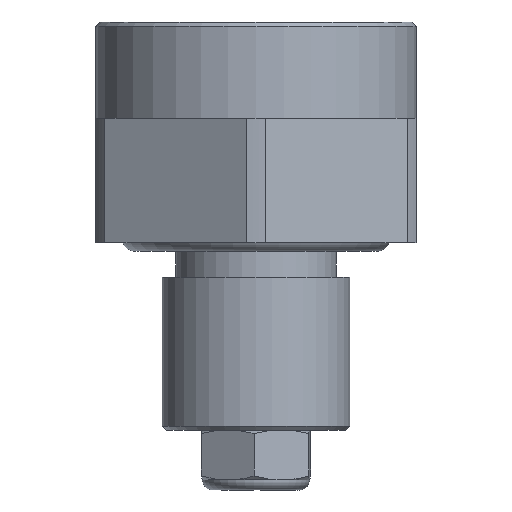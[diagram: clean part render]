
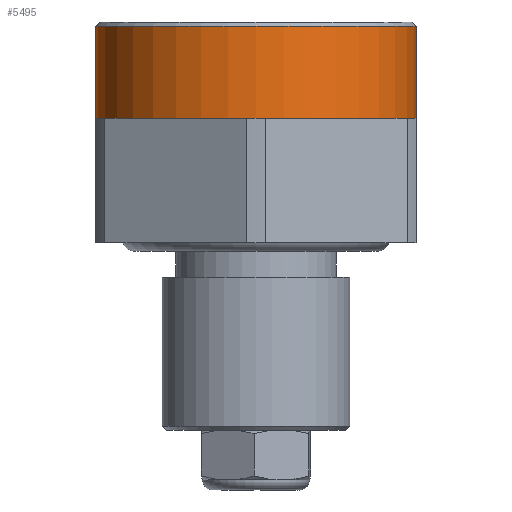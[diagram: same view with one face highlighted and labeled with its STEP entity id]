
A CAD part, front view. The second image highlights one B-rep face of the part: STEP entity #5495.
In plain terms, the highlighted cylindrical face has radius 9.5 mm (diameter 18.999 mm), a full revolution.
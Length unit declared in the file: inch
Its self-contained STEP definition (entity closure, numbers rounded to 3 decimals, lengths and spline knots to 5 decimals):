
#191=CYLINDRICAL_SURFACE('',#5862,0.374);
#276=LINE('',#7565,#818);
#818=VECTOR('',#6303,0.374);
#1550=FACE_OUTER_BOUND('',#1856,.T.);
#1856=EDGE_LOOP('',(#3710,#3711,#3712,#3713,#3714,#3715,#3716,#3717,#3718,
#3719));
#2224=CIRCLE('',#5860,0.374);
#2225=CIRCLE('',#5861,0.374);
#2226=CIRCLE('',#5863,0.374);
#2227=CIRCLE('',#5864,0.374);
#2228=CIRCLE('',#5865,0.374);
#2229=CIRCLE('',#5866,0.374);
#2230=CIRCLE('',#5867,0.374);
#2231=CIRCLE('',#5868,0.374);
#2342=VERTEX_POINT('',#7558);
#2343=VERTEX_POINT('',#7559);
#2344=VERTEX_POINT('',#7564);
#2345=VERTEX_POINT('',#7566);
#2346=VERTEX_POINT('',#7568);
#2347=VERTEX_POINT('',#7570);
#2348=VERTEX_POINT('',#7572);
#2349=VERTEX_POINT('',#7574);
#2876=EDGE_CURVE('',#2342,#2343,#2224,.T.);
#2878=EDGE_CURVE('',#2343,#2342,#2225,.T.);
#2879=EDGE_CURVE('',#2342,#2344,#276,.T.);
#2880=EDGE_CURVE('',#2344,#2345,#2226,.T.);
#2881=EDGE_CURVE('',#2345,#2346,#2227,.T.);
#2882=EDGE_CURVE('',#2346,#2347,#2228,.T.);
#2883=EDGE_CURVE('',#2347,#2348,#2229,.T.);
#2884=EDGE_CURVE('',#2348,#2349,#2230,.T.);
#2885=EDGE_CURVE('',#2349,#2344,#2231,.T.);
#3710=ORIENTED_EDGE('',*,*,#2876,.F.);
#3711=ORIENTED_EDGE('',*,*,#2879,.T.);
#3712=ORIENTED_EDGE('',*,*,#2880,.T.);
#3713=ORIENTED_EDGE('',*,*,#2881,.T.);
#3714=ORIENTED_EDGE('',*,*,#2882,.T.);
#3715=ORIENTED_EDGE('',*,*,#2883,.T.);
#3716=ORIENTED_EDGE('',*,*,#2884,.T.);
#3717=ORIENTED_EDGE('',*,*,#2885,.T.);
#3718=ORIENTED_EDGE('',*,*,#2879,.F.);
#3719=ORIENTED_EDGE('',*,*,#2878,.F.);
#5495=ADVANCED_FACE('',(#1550),#191,.T.);
#5860=AXIS2_PLACEMENT_3D('',#7560,#6296,#6297);
#5861=AXIS2_PLACEMENT_3D('',#7562,#6299,#6300);
#5862=AXIS2_PLACEMENT_3D('',#7563,#6301,#6302);
#5863=AXIS2_PLACEMENT_3D('',#7567,#6304,#6305);
#5864=AXIS2_PLACEMENT_3D('',#7569,#6306,#6307);
#5865=AXIS2_PLACEMENT_3D('',#7571,#6308,#6309);
#5866=AXIS2_PLACEMENT_3D('',#7573,#6310,#6311);
#5867=AXIS2_PLACEMENT_3D('',#7575,#6312,#6313);
#5868=AXIS2_PLACEMENT_3D('',#7576,#6314,#6315);
#6296=DIRECTION('center_axis',(0.,0.,1.));
#6297=DIRECTION('ref_axis',(1.,0.,0.));
#6299=DIRECTION('center_axis',(0.,0.,1.));
#6300=DIRECTION('ref_axis',(1.,0.,0.));
#6301=DIRECTION('center_axis',(0.,0.,1.));
#6302=DIRECTION('ref_axis',(-1.,0.,0.));
#6303=DIRECTION('',(0.,0.,-1.));
#6304=DIRECTION('center_axis',(0.,0.,1.));
#6305=DIRECTION('ref_axis',(1.,0.,0.));
#6306=DIRECTION('center_axis',(0.,0.,1.));
#6307=DIRECTION('ref_axis',(1.,0.,0.));
#6308=DIRECTION('center_axis',(0.,0.,1.));
#6309=DIRECTION('ref_axis',(1.,0.,0.));
#6310=DIRECTION('center_axis',(0.,0.,1.));
#6311=DIRECTION('ref_axis',(1.,0.,0.));
#6312=DIRECTION('center_axis',(0.,0.,1.));
#6313=DIRECTION('ref_axis',(1.,0.,0.));
#6314=DIRECTION('center_axis',(0.,0.,1.));
#6315=DIRECTION('ref_axis',(1.,0.,0.));
#7558=CARTESIAN_POINT('',(0.374,0.,0.505));
#7559=CARTESIAN_POINT('',(-0.374,0.,0.505));
#7560=CARTESIAN_POINT('Origin',(0.,0.,0.505));
#7562=CARTESIAN_POINT('Origin',(0.,0.,0.505));
#7563=CARTESIAN_POINT('Origin',(0.,0.,0.315));
#7564=CARTESIAN_POINT('',(0.374,0.,0.29));
#7565=CARTESIAN_POINT('',(0.374,0.,0.315));
#7566=CARTESIAN_POINT('',(0.187,0.32389,0.29));
#7567=CARTESIAN_POINT('Origin',(0.,0.,0.29));
#7568=CARTESIAN_POINT('',(-0.187,0.32389,0.29));
#7569=CARTESIAN_POINT('Origin',(0.,0.,0.29));
#7570=CARTESIAN_POINT('',(-0.374,0.,0.29));
#7571=CARTESIAN_POINT('Origin',(0.,0.,0.29));
#7572=CARTESIAN_POINT('',(-0.187,-0.32389,0.29));
#7573=CARTESIAN_POINT('Origin',(0.,0.,0.29));
#7574=CARTESIAN_POINT('',(0.187,-0.32389,0.29));
#7575=CARTESIAN_POINT('Origin',(0.,0.,0.29));
#7576=CARTESIAN_POINT('Origin',(0.,0.,0.29));
